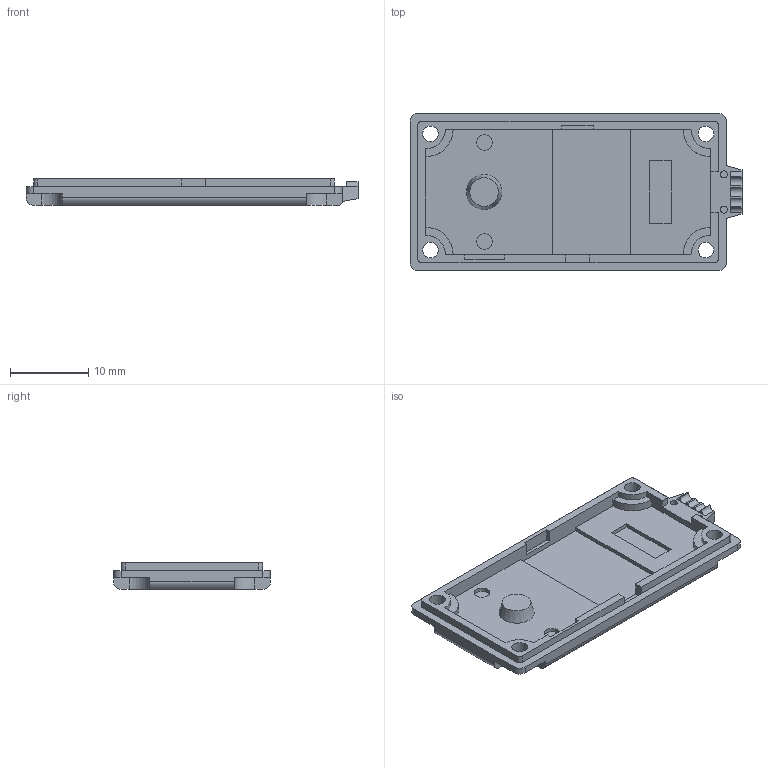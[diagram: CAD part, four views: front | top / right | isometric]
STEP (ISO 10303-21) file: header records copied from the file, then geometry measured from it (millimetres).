
FILE_DESCRIPTION(('FreeCAD Model'),'2;1');
FILE_NAME('Futaba3003_lid.stp', '2014-07-20T11:33:28',('FreeCAD'),('FreeCAD'), 'Open CASCADE STEP processor 6.7','FreeCAD','Unknown');
FILE_SCHEMA(('AUTOMOTIVE_DESIGN_CC2 { 1 2 10303 214 -1 1 5 4 }'));
Length unit declared in the file: millimetre
Products named in the file (1): Futaba3003_lid
Bounding box: 42.3 x 20 x 3.4 mm (x, y, z)
Volume: 1377 mm3; surface area: 2278.6 mm2
Topology: 1 solids, 1 shells, 120 faces, 322 edges, 213 vertices
Faces by surface type: plane 81, cylinder 37, cone 2
Full cylindrical faces by diameter (mm): 0.9 x2, 2 x6
Entity records: 8064 total; most frequent: CARTESIAN_POINT 1683, DIRECTION 1171, LINE 739, VECTOR 739, ORIENTED_EDGE 644, PCURVE 644, DEFINITIONAL_REPRESENTATION 644, EDGE_CURVE 322
